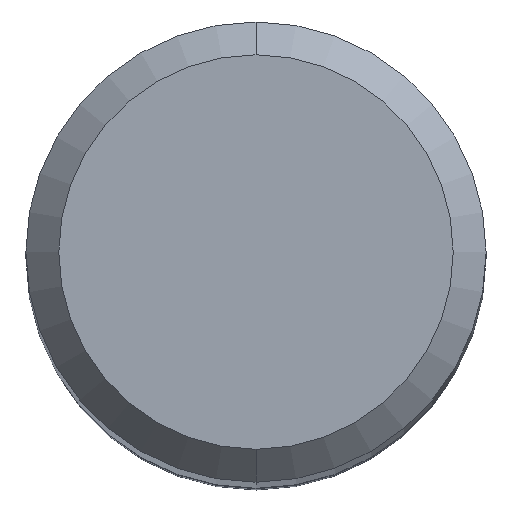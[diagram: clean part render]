
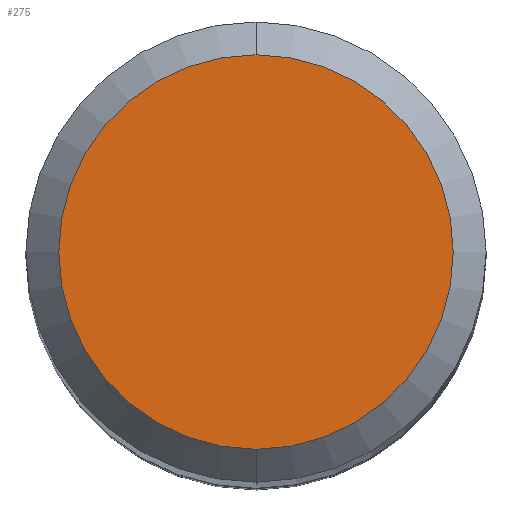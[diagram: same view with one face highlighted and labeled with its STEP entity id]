
A CAD part, top view. The second image highlights one B-rep face of the part: STEP entity #275.
In plain terms, the highlighted planar face has unit normal (0, 0, 1).
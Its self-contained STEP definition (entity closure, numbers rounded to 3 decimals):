
#193=VERTEX_POINT('',#431);
#241=EDGE_CURVE('',#247,#193,#483,.T.);
#247=VERTEX_POINT('',#490);
#275=ADVANCED_FACE('',(#526),#527,.T.);
#341=EDGE_CURVE('',#193,#247,#600,.T.);
#431=CARTESIAN_POINT('',(0.0,1.8,0.0));
#483=CIRCLE('',#771,1.8);
#490=CARTESIAN_POINT('',(0.,-1.8,0.0));
#526=FACE_OUTER_BOUND('',#820,.T.);
#527=PLANE('',#821);
#600=CIRCLE('',#920,1.8);
#771=AXIS2_PLACEMENT_3D('',#1052,#1053,#1054);
#820=EDGE_LOOP('',(#1128,#1129));
#821=AXIS2_PLACEMENT_3D('',#1130,#1131,#1132);
#920=AXIS2_PLACEMENT_3D('',#1238,#1239,#1240);
#1052=CARTESIAN_POINT('',(0.0,0.0,0.0));
#1053=DIRECTION('',(0.0,0.0,-1.0));
#1054=DIRECTION('',(0.0,1.0,0.0));
#1128=ORIENTED_EDGE('',*,*,#341,.F.);
#1129=ORIENTED_EDGE('',*,*,#241,.F.);
#1130=CARTESIAN_POINT('',(0.0,0.9,0.0));
#1131=DIRECTION('',(-0.0,0.0,1.0));
#1132=DIRECTION('',(0.0,-1.0,0.0));
#1238=CARTESIAN_POINT('',(0.0,0.0,0.0));
#1239=DIRECTION('',(0.0,0.0,-1.0));
#1240=DIRECTION('',(0.0,1.0,0.0));
